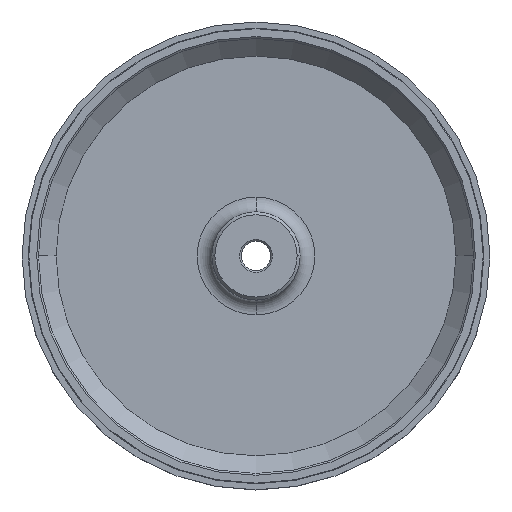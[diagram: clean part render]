
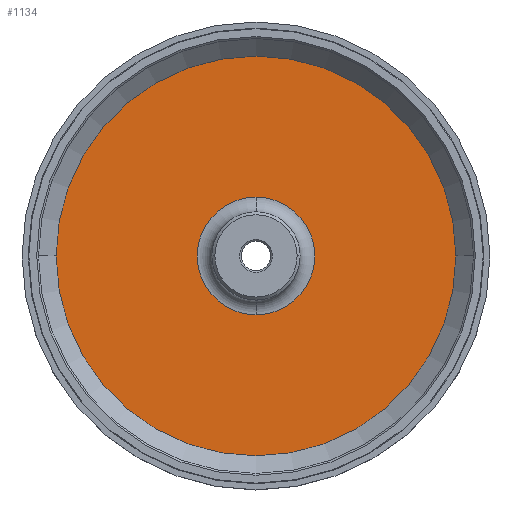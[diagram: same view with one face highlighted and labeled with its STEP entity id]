
A CAD part, top view. The second image highlights one B-rep face of the part: STEP entity #1134.
In plain terms, the highlighted planar face has unit normal (0, 0, 1).
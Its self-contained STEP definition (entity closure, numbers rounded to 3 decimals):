
#147 = ORIENTED_EDGE ( 'NONE', *, *, #516, .F. ) ;
#165 = PLANE ( 'NONE',  #2178 ) ;
#173 = CARTESIAN_POINT ( 'NONE',  ( 0., 0., 3. ) ) ;
#188 = DIRECTION ( 'NONE',  ( 0., 0., -1. ) ) ;
#197 = DIRECTION ( 'NONE',  ( -1., 0., 0. ) ) ;
#446 = FACE_BOUND ( 'NONE', #1971, .T. ) ;
#465 = FACE_OUTER_BOUND ( 'NONE', #872, .T. ) ;
#486 = CARTESIAN_POINT ( 'NONE',  ( 0., 0., 3. ) ) ;
#516 = EDGE_CURVE ( 'NONE', #1214, #985, #799, .T. ) ;
#529 = EDGE_CURVE ( 'NONE', #1270, #942, #855, .T. ) ;
#551 = CARTESIAN_POINT ( 'NONE',  ( 0., 0., 3. ) ) ;
#575 = DIRECTION ( 'NONE',  ( 0., 0., 1. ) ) ;
#593 = DIRECTION ( 'NONE',  ( 0., -1., 0. ) ) ;
#613 = DIRECTION ( 'NONE',  ( 0., 0., -1. ) ) ;
#621 = DIRECTION ( 'NONE',  ( 1., 0., 0. ) ) ;
#645 = AXIS2_PLACEMENT_3D ( 'NONE', #1170, #1175, #1182 ) ;
#799 = CIRCLE ( 'NONE', #1573, 68. ) ;
#803 = CARTESIAN_POINT ( 'NONE',  ( 0., 0., 3. ) ) ;
#843 = CARTESIAN_POINT ( 'NONE',  ( -68., 0., 3. ) ) ;
#855 = CIRCLE ( 'NONE', #1421, 20. ) ;
#872 = EDGE_LOOP ( 'NONE', ( #2127, #147 ) ) ;
#884 = CARTESIAN_POINT ( 'NONE',  ( 0., 20., 3. ) ) ;
#911 = DIRECTION ( 'NONE',  ( 0., 0., 1. ) ) ;
#931 = DIRECTION ( 'NONE',  ( 0., -1., 0. ) ) ;
#942 = VERTEX_POINT ( 'NONE', #884 ) ;
#985 = VERTEX_POINT ( 'NONE', #1015 ) ;
#1015 = CARTESIAN_POINT ( 'NONE',  ( 68., 0., 3. ) ) ;
#1134 = ADVANCED_FACE ( 'NONE', ( #446, #465 ), #165, .F. ) ;
#1170 = CARTESIAN_POINT ( 'NONE',  ( 0., 0., 3. ) ) ;
#1175 = DIRECTION ( 'NONE',  ( 0., 0., -1. ) ) ;
#1182 = DIRECTION ( 'NONE',  ( 1., 0., 0. ) ) ;
#1214 = VERTEX_POINT ( 'NONE', #843 ) ;
#1270 = VERTEX_POINT ( 'NONE', #1299 ) ;
#1299 = CARTESIAN_POINT ( 'NONE',  ( 0., -20., 3. ) ) ;
#1421 = AXIS2_PLACEMENT_3D ( 'NONE', #803, #911, #931 ) ;
#1431 = EDGE_CURVE ( 'NONE', #942, #1270, #2199, .T. ) ;
#1512 = AXIS2_PLACEMENT_3D ( 'NONE', #486, #575, #593 ) ;
#1573 = AXIS2_PLACEMENT_3D ( 'NONE', #551, #613, #621 ) ;
#1971 = EDGE_LOOP ( 'NONE', ( #2209, #2184 ) ) ;
#2106 = CIRCLE ( 'NONE', #645, 68. ) ;
#2127 = ORIENTED_EDGE ( 'NONE', *, *, #2148, .F. ) ;
#2148 = EDGE_CURVE ( 'NONE', #985, #1214, #2106, .T. ) ;
#2178 = AXIS2_PLACEMENT_3D ( 'NONE', #173, #188, #197 ) ;
#2184 = ORIENTED_EDGE ( 'NONE', *, *, #1431, .F. ) ;
#2199 = CIRCLE ( 'NONE', #1512, 20. ) ;
#2209 = ORIENTED_EDGE ( 'NONE', *, *, #529, .F. ) ;
